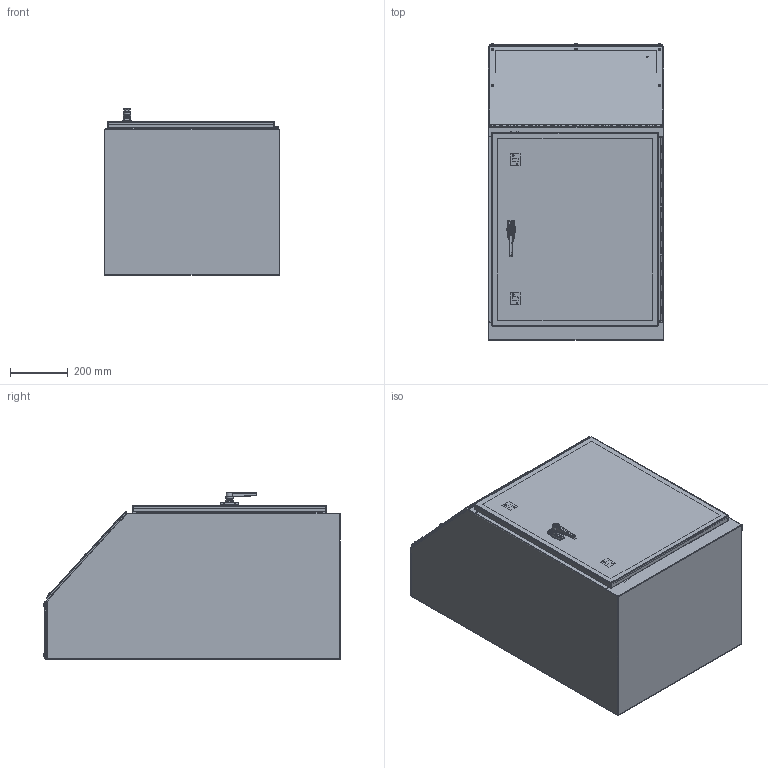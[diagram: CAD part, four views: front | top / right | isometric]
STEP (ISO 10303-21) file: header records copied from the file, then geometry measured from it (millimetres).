
FILE_DESCRIPTION (( 'STEP AP214' ), '1' );
FILE_NAME ('W1C24.STEP', '2020-03-02T16:30:05', ( '' ), ( '' ), 'SwSTEP 2.0', 'SolidWorks 2019', '' );
FILE_SCHEMA (( 'AUTOMOTIVE_DESIGN' ));
Length unit declared in the file: inch
Products named in the file (1): W1C24
Bounding box: 609.6 x 1029.39 x 579.29 mm (x, y, z)
Volume: 7703327.7 mm3; surface area: 7487710.4 mm2
Topology: 96 solids, 144 shells, 3390 faces, 8665 edges, 5618 vertices
Faces by surface type: plane 1884, cylinder 829, bspline 449, cone 224, torus 4
Full cylindrical faces by diameter (mm): 2.921 x2, 3.048 x1, 3.175 x1, 3.302 x1, 3.505 x46, 3.795 x2, 3.962 x11, 4 x3, 4.039 x2, 4.254 x8, 4.255 x3, 4.978 x11, 5.08 x4, 5.556 x2, 5.69 x4, 6.128 x2, 6.172 x2, 6.299 x11, 6.337 x6, 6.35 x19, 6.528 x11, 7.023 x16, 7.061 x11, 7.144 x2, 7.798 x8, 7.925 x2, 7.937 x5, 7.938 x2, 8.382 x16, 9.525 x2
Entity records: 170448 total; most frequent: CARTESIAN_POINT 48620, ORIENTED_EDGE 16252, DIRECTION 14097, EDGE_CURVE 8126, VERTEX_POINT 5491, AXIS2_PLACEMENT_3D 4771, VECTOR 4555, LINE 4555
